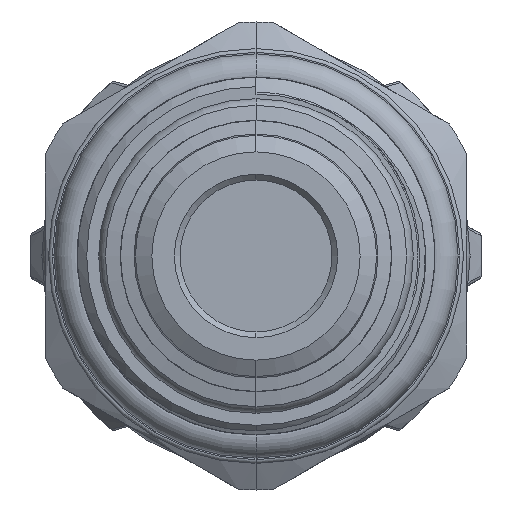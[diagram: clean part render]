
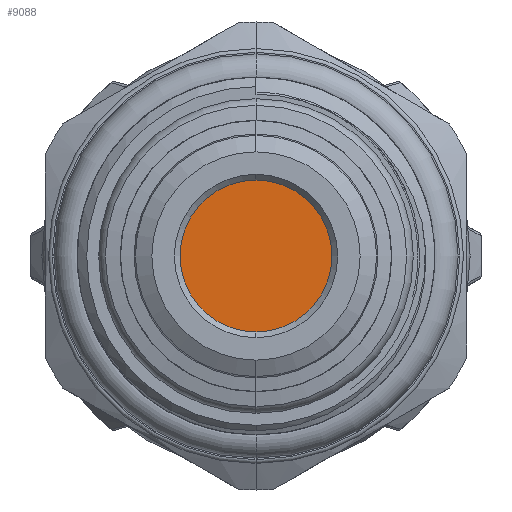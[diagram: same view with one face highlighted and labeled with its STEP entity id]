
A CAD part, left-side view. The second image highlights one B-rep face of the part: STEP entity #9088.
In plain terms, the highlighted planar face has unit normal (-1, 0, 0).
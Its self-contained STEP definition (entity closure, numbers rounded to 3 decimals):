
#508 = FACE_OUTER_BOUND ( 'NONE', #2711, .T. ) ;
#830 = VERTEX_POINT ( 'NONE', #2244 ) ;
#877 = AXIS2_PLACEMENT_3D ( 'NONE', #5488, #3006, #4310 ) ;
#1405 = CARTESIAN_POINT ( 'NONE',  ( -36.321, 0., 0. ) ) ;
#1914 = DIRECTION ( 'NONE',  ( 0., 0., 1. ) ) ;
#2244 = CARTESIAN_POINT ( 'NONE',  ( -36.321, 0., -4. ) ) ;
#2325 = CIRCLE ( 'NONE', #14776, 4. ) ;
#2614 = ORIENTED_EDGE ( 'NONE', *, *, #11542, .F. ) ;
#2711 = EDGE_LOOP ( 'NONE', ( #7153, #2614 ) ) ;
#3006 = DIRECTION ( 'NONE',  ( 1., 0., 0. ) ) ;
#3083 = AXIS2_PLACEMENT_3D ( 'NONE', #6668, #7855, #1914 ) ;
#3697 = DIRECTION ( 'NONE',  ( 1., 0., 0. ) ) ;
#4310 = DIRECTION ( 'NONE',  ( 0., 0., 1. ) ) ;
#5488 = CARTESIAN_POINT ( 'NONE',  ( -36.321, 0., 0. ) ) ;
#5853 = CIRCLE ( 'NONE', #877, 4. ) ;
#5867 = CARTESIAN_POINT ( 'NONE',  ( -36.321, 0., 4. ) ) ;
#6491 = VERTEX_POINT ( 'NONE', #5867 ) ;
#6668 = CARTESIAN_POINT ( 'NONE',  ( -36.321, 0., 0. ) ) ;
#7153 = ORIENTED_EDGE ( 'NONE', *, *, #8159, .F. ) ;
#7855 = DIRECTION ( 'NONE',  ( -1., 0., 0. ) ) ;
#8159 = EDGE_CURVE ( 'NONE', #6491, #830, #5853, .T. ) ;
#9088 = ADVANCED_FACE ( 'NONE', ( #508 ), #14971, .T. ) ;
#11542 = EDGE_CURVE ( 'NONE', #830, #6491, #2325, .T. ) ;
#13013 = DIRECTION ( 'NONE',  ( 0., 0., 1. ) ) ;
#14776 = AXIS2_PLACEMENT_3D ( 'NONE', #1405, #3697, #13013 ) ;
#14971 = PLANE ( 'NONE',  #3083 ) ;
